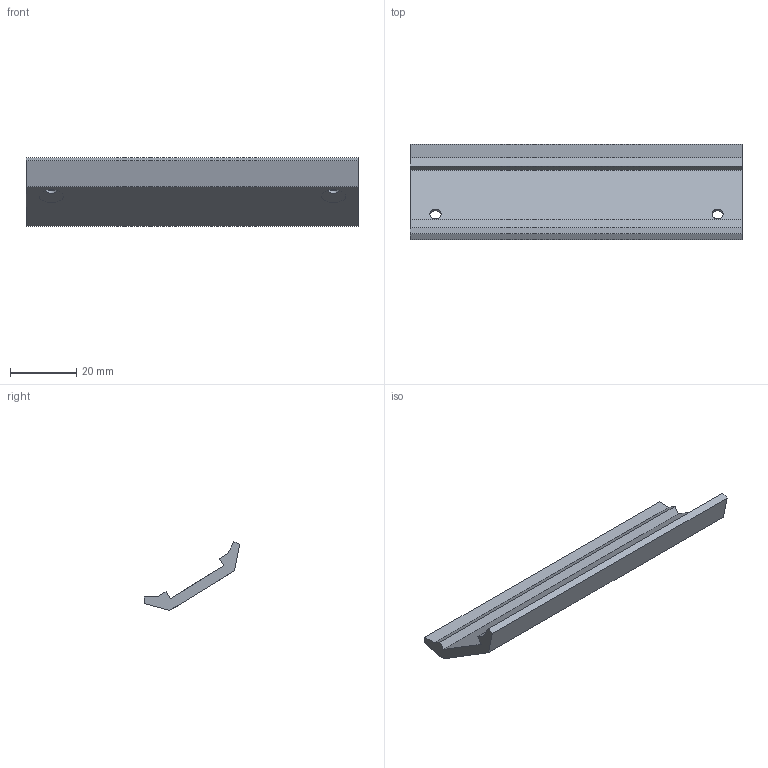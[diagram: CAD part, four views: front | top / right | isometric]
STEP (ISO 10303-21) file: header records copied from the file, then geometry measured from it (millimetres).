
FILE_DESCRIPTION(/* description */ (''),/* implementation_level */ '2;1');
FILE_NAME(/* name */ 'Edge Cover x 30.step',/* time_stamp */ '2023-10-02T16:17:02-04:00',/* author */ (''),/* organization */ (''),/* preprocessor_version */ 'ST-DEVELOPER v20',/* originating_system */ 'Autodesk Translation Framework v12.9.0.99',/* authorisation */ '');
FILE_SCHEMA (('AUTOMOTIVE_DESIGN { 1 0 10303 214 3 1 1 }'));
Length unit declared in the file: millimetre
Products named in the file (2): LED Dodecahedron LED Cutout; 3D Printed Parts
Assembly tree (1 placements, depth 2):
  LED Dodecahedron LED Cutout
    3D Printed Parts
Bounding box: 100 x 28.75 x 20.73 mm (x, y, z)
Volume: 11274.3 mm3; surface area: 8310.1 mm2
Topology: 1 solids, 1 shells, 18 faces, 46 edges, 30 vertices
Faces by surface type: plane 14, cone 2, cylinder 2
Full cylindrical faces by diameter (mm): 3.4 x2
Entity records: 601 total; most frequent: CARTESIAN_POINT 97, DIRECTION 94, ORIENTED_EDGE 92, EDGE_CURVE 46, LINE 40, VECTOR 40, VERTEX_POINT 30, AXIS2_PLACEMENT_3D 27
